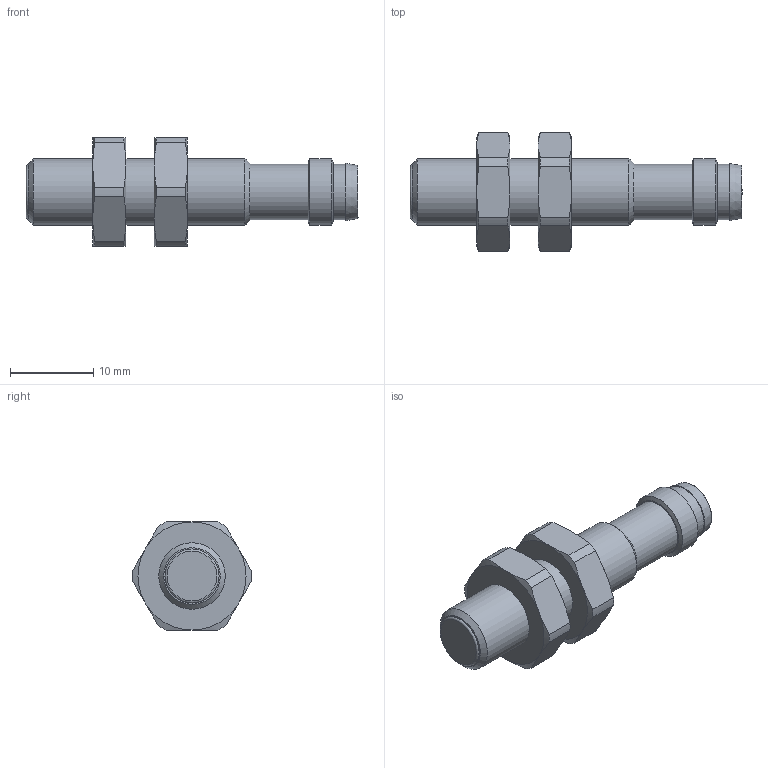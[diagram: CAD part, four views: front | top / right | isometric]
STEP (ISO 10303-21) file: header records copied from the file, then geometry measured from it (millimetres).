
FILE_DESCRIPTION((''),'2;1');
FILE_NAME('KJ_M8EB40_V1.stp','2013-09-24T11:27:17',('henry.ebert'),(''),'Autodesk Inventor 2012','Autodesk Inventor 2012','');
FILE_SCHEMA(('AUTOMOTIVE_DESIGN { 1 0 10303 214 1 1 1 1 }'));
Length unit declared in the file: millimetre
Products named in the file (1): KJ_M8EB40_V1_Konturvereinfachung_1
Bounding box: 39.9 x 14.39 x 13 mm (x, y, z)
Volume: 2594.2 mm3; surface area: 1575.3 mm2
Topology: 1 solids, 1 shells, 73 faces, 158 edges, 95 vertices
Faces by surface type: cone 30, plane 22, cylinder 19, torus 2
Full cylindrical faces by diameter (mm): 6.5 x1, 6.7 x2, 8 x4
Entity records: 1955 total; most frequent: CARTESIAN_POINT 406, DIRECTION 312, ORIENTED_EDGE 284, AXIS2_PLACEMENT_3D 144, EDGE_CURVE 142, EDGE_LOOP 96, VERTEX_POINT 94, STYLED_ITEM 74
